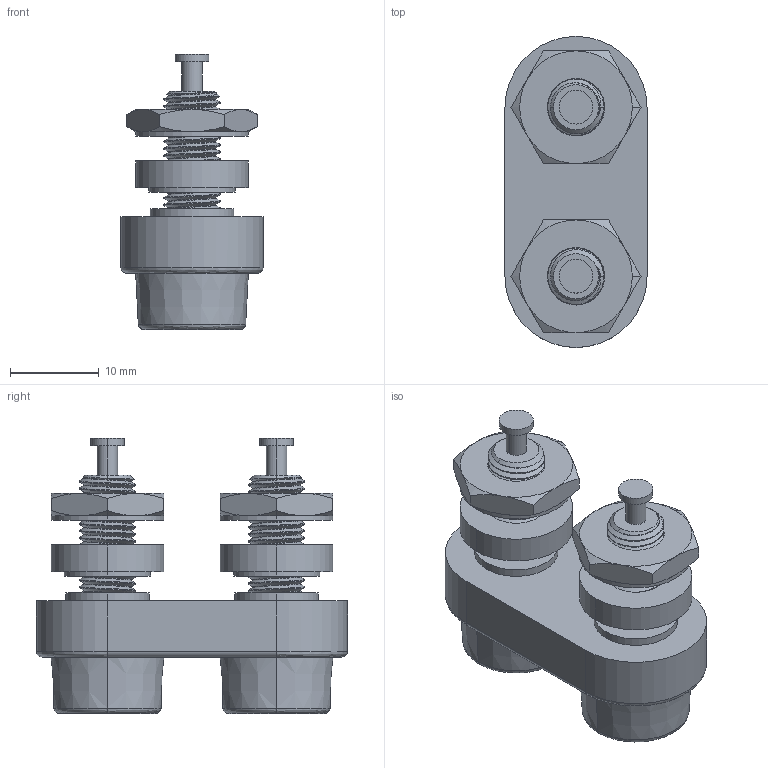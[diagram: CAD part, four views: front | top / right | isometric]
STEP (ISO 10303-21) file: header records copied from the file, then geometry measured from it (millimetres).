
FILE_DESCRIPTION (( 'STEP AP214' ), '1' );
FILE_NAME ('7124K422_PANEL-MNT BANANA JACK.step', '2021-02-21T00:25:19', ( '' ), ( '' ), 'SwSTEP 2.0', 'SolidWorks 2021', '' );
FILE_SCHEMA (( 'AUTOMOTIVE_DESIGN' ));
Length unit declared in the file: inch
Products named in the file (1): 7124K422_PANEL-MNT BANANA JACK
Bounding box: 16 x 35.05 x 30.99 mm (x, y, z)
Volume: 6090.1 mm3; surface area: 5592.5 mm2
Topology: 7 solids, 7 shells, 210 faces, 510 edges, 328 vertices
Faces by surface type: cylinder 112, plane 44, cone 42, bspline 12
Entity records: 16275 total; most frequent: CARTESIAN_POINT 11392, ORIENTED_EDGE 1020, DIRECTION 826, EDGE_CURVE 510, AXIS2_PLACEMENT_3D 339, VERTEX_POINT 328, EDGE_LOOP 236, ADVANCED_FACE 210
